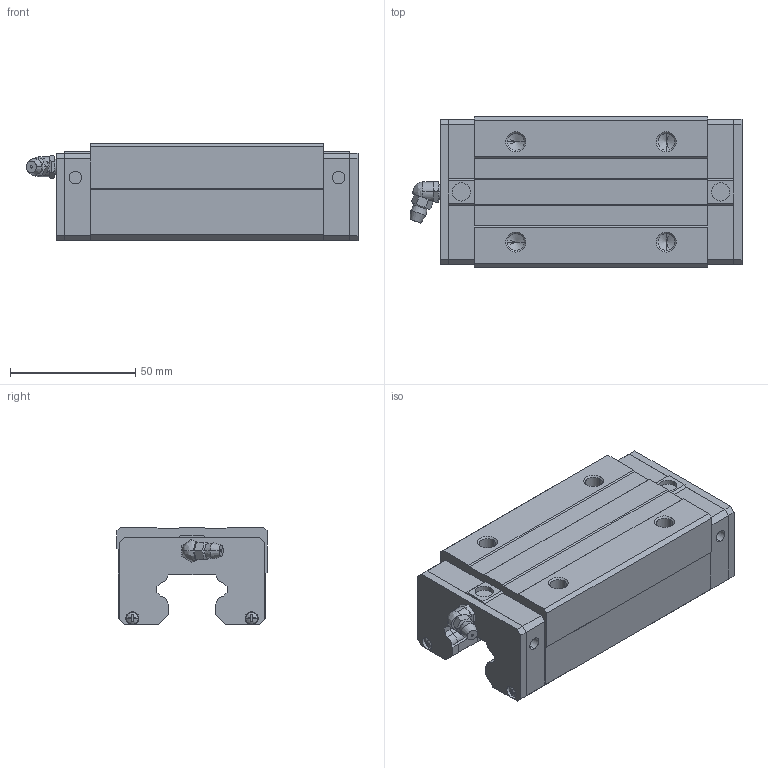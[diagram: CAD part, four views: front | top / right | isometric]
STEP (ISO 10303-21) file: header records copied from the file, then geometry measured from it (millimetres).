
FILE_DESCRIPTION (( 'STEP AP214' ), '1' );
FILE_NAME ('HGH30H.STEP', '2025-10-21T07:00:42', ( '' ), ( '' ), 'SwSTEP 2.0', 'SolidWorks 2024', '' );
FILE_SCHEMA (( 'AUTOMOTIVE_DESIGN' ));
Length unit declared in the file: millimetre
Products named in the file (1): HGH30H
Bounding box: 132.4 x 60 x 39 mm (x, y, z)
Volume: 213689.8 mm3; surface area: 47635.7 mm2
Topology: 10 solids, 10 shells, 644 faces, 1700 edges, 1110 vertices
Faces by surface type: plane 404, bspline 116, cylinder 63, cone 61
Entity records: 25677 total; most frequent: CARTESIAN_POINT 10487, ORIENTED_EDGE 3380, DIRECTION 2632, EDGE_CURVE 1690, VECTOR 1158, LINE 1158, VERTEX_POINT 1110, AXIS2_PLACEMENT_3D 737
